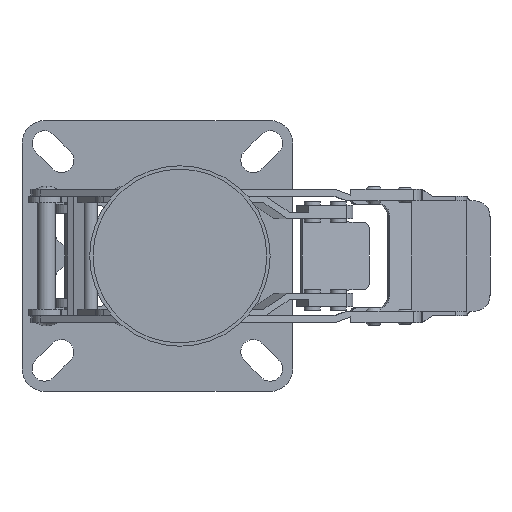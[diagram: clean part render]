
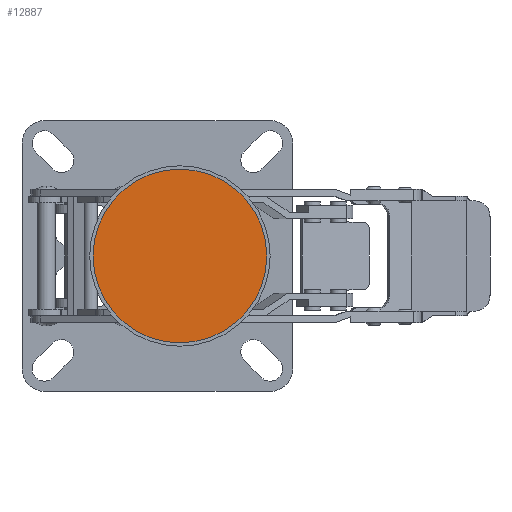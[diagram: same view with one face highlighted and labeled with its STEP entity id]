
A CAD part, front view. The second image highlights one B-rep face of the part: STEP entity #12887.
In plain terms, the highlighted planar face has unit normal (0, -1, 0).
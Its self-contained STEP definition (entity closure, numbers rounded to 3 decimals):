
#50 = VERTEX_POINT ( 'NONE', #13684 ) ;
#234 = DIRECTION ( 'NONE',  ( 0., 0., 1. ) ) ;
#2046 = AXIS2_PLACEMENT_3D ( 'NONE', #9274, #3595, #11487 ) ;
#2207 = FACE_OUTER_BOUND ( 'NONE', #11670, .T. ) ;
#2431 = DIRECTION ( 'NONE',  ( 0., 1., 0. ) ) ;
#3595 = DIRECTION ( 'NONE',  ( 0., 1., 0. ) ) ;
#3789 = AXIS2_PLACEMENT_3D ( 'NONE', #13755, #2431, #234 ) ;
#5109 = ORIENTED_EDGE ( 'NONE', *, *, #6944, .F. ) ;
#5375 = EDGE_CURVE ( 'NONE', #50, #8747, #11623, .T. ) ;
#6060 = CARTESIAN_POINT ( 'NONE',  ( 0., -125., 38.5 ) ) ;
#6712 = CARTESIAN_POINT ( 'NONE',  ( 38.5, -125., 0. ) ) ;
#6944 = EDGE_CURVE ( 'NONE', #8747, #50, #9829, .T. ) ;
#8747 = VERTEX_POINT ( 'NONE', #6060 ) ;
#9274 = CARTESIAN_POINT ( 'NONE',  ( 0., -125., 0. ) ) ;
#9829 = CIRCLE ( 'NONE', #3789, 38.5 ) ;
#10175 = DIRECTION ( 'NONE',  ( 0., 1., 0. ) ) ;
#11487 = DIRECTION ( 'NONE',  ( 0., 0., 1. ) ) ;
#11623 = CIRCLE ( 'NONE', #2046, 38.5 ) ;
#11670 = EDGE_LOOP ( 'NONE', ( #5109, #14399 ) ) ;
#12266 = PLANE ( 'NONE',  #13365 ) ;
#12361 = DIRECTION ( 'NONE',  ( 0., 0., 1. ) ) ;
#12887 = ADVANCED_FACE ( 'NONE', ( #2207 ), #12266, .F. ) ;
#13365 = AXIS2_PLACEMENT_3D ( 'NONE', #6712, #10175, #12361 ) ;
#13684 = CARTESIAN_POINT ( 'NONE',  ( 0., -125., -38.5 ) ) ;
#13755 = CARTESIAN_POINT ( 'NONE',  ( 0., -125., 0. ) ) ;
#14399 = ORIENTED_EDGE ( 'NONE', *, *, #5375, .F. ) ;
